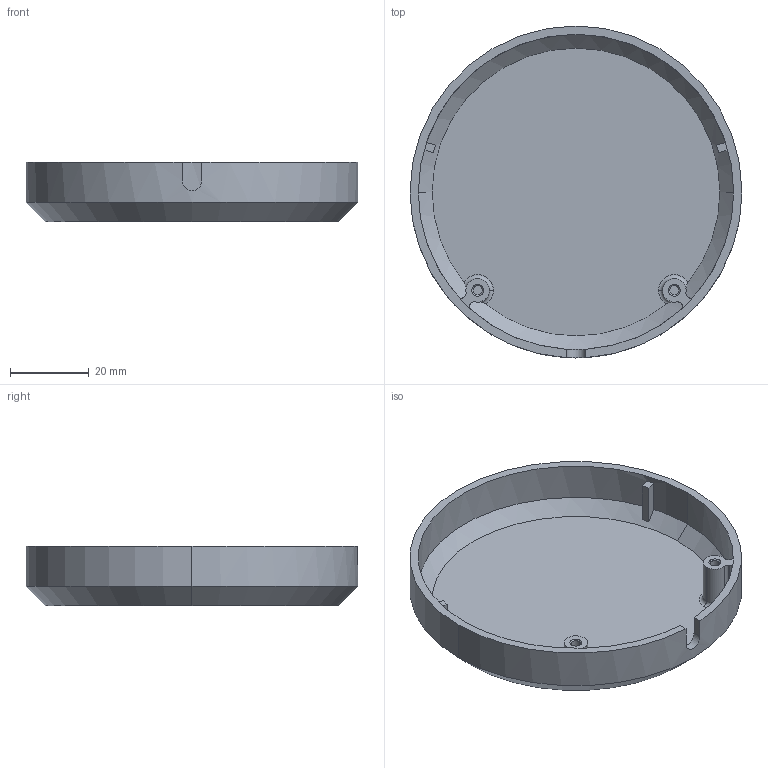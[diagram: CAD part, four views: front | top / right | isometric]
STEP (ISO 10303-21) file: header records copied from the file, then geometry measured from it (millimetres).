
FILE_DESCRIPTION (( 'STEP AP203' ), '1' );
FILE_NAME ('sismik_top_v3.STEP', '2023-03-18T16:19:28', ( '' ), ( '' ), 'SwSTEP 2.0', 'SolidWorks 2010', '' );
FILE_SCHEMA (( 'CONFIG_CONTROL_DESIGN' ));
Length unit declared in the file: millimetre
Products named in the file (1): sismik_top_v3
Bounding box: 84.4 x 84.4 x 15.2 mm (x, y, z)
Volume: 17326.2 mm3; surface area: 17796 mm2
Topology: 1 solids, 1 shells, 62 faces, 162 edges, 104 vertices
Faces by surface type: cylinder 25, plane 21, cone 10, torus 6
Entity records: 2143 total; most frequent: CARTESIAN_POINT 539, ORIENTED_EDGE 324, DIRECTION 324, EDGE_CURVE 162, AXIS2_PLACEMENT_3D 129, VERTEX_POINT 104, CIRCLE 66, VECTOR 66
